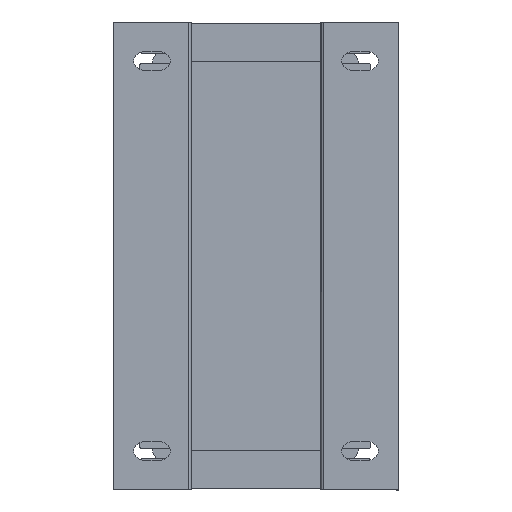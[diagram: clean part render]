
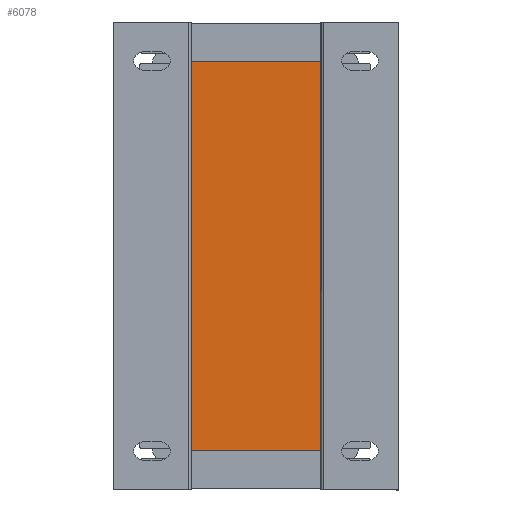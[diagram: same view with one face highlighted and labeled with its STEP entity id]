
A CAD part, front view. The second image highlights one B-rep face of the part: STEP entity #6078.
In plain terms, the highlighted planar face has unit normal (0, -1, 0).
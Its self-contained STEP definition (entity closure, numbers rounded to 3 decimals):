
#927=FACE_OUTER_BOUND('',#1254,.T.);
#1254=EDGE_LOOP('',(#4199,#4200,#4201,#4202));
#1633=LINE('',#9186,#2199);
#1634=LINE('',#9189,#2200);
#1635=LINE('',#9191,#2201);
#1636=LINE('',#9192,#2202);
#2199=VECTOR('',#7321,10.);
#2200=VECTOR('',#7324,10.);
#2201=VECTOR('',#7325,10.);
#2202=VECTOR('',#7326,10.);
#2758=VERTEX_POINT('',#9179);
#2761=VERTEX_POINT('',#9184);
#2762=VERTEX_POINT('',#9188);
#2763=VERTEX_POINT('',#9190);
#3326=EDGE_CURVE('',#2758,#2761,#1633,.T.);
#3327=EDGE_CURVE('',#2762,#2758,#1634,.T.);
#3328=EDGE_CURVE('',#2763,#2761,#1635,.T.);
#3329=EDGE_CURVE('',#2762,#2763,#1636,.T.);
#4199=ORIENTED_EDGE('',*,*,#3327,.T.);
#4200=ORIENTED_EDGE('',*,*,#3326,.T.);
#4201=ORIENTED_EDGE('',*,*,#3328,.F.);
#4202=ORIENTED_EDGE('',*,*,#3329,.F.);
#5876=PLANE('',#6620);
#6078=ADVANCED_FACE('',(#927),#5876,.T.);
#6620=AXIS2_PLACEMENT_3D('',#9187,#7322,#7323);
#7321=DIRECTION('',(1.,0.,0.));
#7322=DIRECTION('center_axis',(0.,-1.,0.));
#7323=DIRECTION('ref_axis',(0.,0.,-1.));
#7324=DIRECTION('',(0.,0.,-1.));
#7325=DIRECTION('',(0.,0.,-1.));
#7326=DIRECTION('',(1.,0.,0.));
#9179=CARTESIAN_POINT('',(0.,0.,0.));
#9184=CARTESIAN_POINT('',(50.,0.,0.));
#9186=CARTESIAN_POINT('',(0.,0.,0.));
#9187=CARTESIAN_POINT('Origin',(0.,0.,150.));
#9188=CARTESIAN_POINT('',(0.,0.,150.));
#9189=CARTESIAN_POINT('',(0.,0.,150.));
#9190=CARTESIAN_POINT('',(50.,0.,150.));
#9191=CARTESIAN_POINT('',(50.,0.,150.));
#9192=CARTESIAN_POINT('',(0.,0.,150.));
